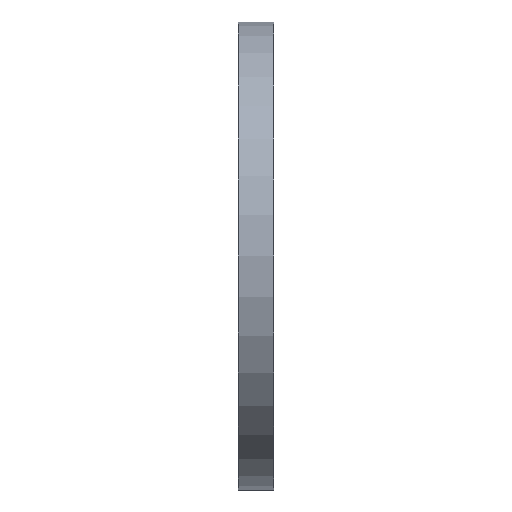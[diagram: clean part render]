
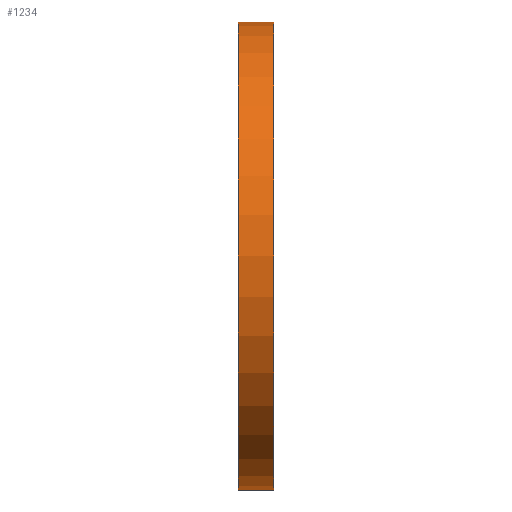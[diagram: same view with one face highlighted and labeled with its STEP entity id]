
A CAD part, front view. The second image highlights one B-rep face of the part: STEP entity #1234.
In plain terms, the highlighted cylindrical face has radius 419.1 mm (diameter 838.2 mm), a partial arc.
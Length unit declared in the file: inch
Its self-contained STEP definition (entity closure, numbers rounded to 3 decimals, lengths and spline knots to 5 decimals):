
#86 = EDGE_LOOP ( 'NONE', ( #1038, #1394, #447, #1152 ) ) ;
#119 = LINE ( 'NONE', #249, #945 ) ;
#127 = CYLINDRICAL_SURFACE ( 'NONE', #1297, 16.5 ) ;
#132 = DIRECTION ( 'NONE',  ( 0., 0., 1. ) ) ;
#249 = CARTESIAN_POINT ( 'NONE',  ( 0., 0., -16.5 ) ) ;
#288 = EDGE_CURVE ( 'NONE', #1063, #323, #1102, .T. ) ;
#321 = AXIS2_PLACEMENT_3D ( 'NONE', #1532, #1408, #132 ) ;
#323 = VERTEX_POINT ( 'NONE', #1196 ) ;
#327 = DIRECTION ( 'NONE',  ( -1., 0., 0. ) ) ;
#366 = DIRECTION ( 'NONE',  ( -1., 0., 0. ) ) ;
#405 = EDGE_CURVE ( 'NONE', #692, #1063, #630, .T. ) ;
#421 = VERTEX_POINT ( 'NONE', #1340 ) ;
#447 = ORIENTED_EDGE ( 'NONE', *, *, #288, .T. ) ;
#570 = CARTESIAN_POINT ( 'NONE',  ( 2.5625, 0., -16.5 ) ) ;
#630 = CIRCLE ( 'NONE', #1170, 16.5 ) ;
#692 = VERTEX_POINT ( 'NONE', #570 ) ;
#892 = FACE_OUTER_BOUND ( 'NONE', #86, .T. ) ;
#945 = VECTOR ( 'NONE', #1506, 39.37008 ) ;
#977 = CIRCLE ( 'NONE', #321, 16.5 ) ;
#1014 = CARTESIAN_POINT ( 'NONE',  ( 0., 0., 0. ) ) ;
#1038 = ORIENTED_EDGE ( 'NONE', *, *, #1267, .F. ) ;
#1059 = CARTESIAN_POINT ( 'NONE',  ( 2.5625, 0., 0. ) ) ;
#1063 = VERTEX_POINT ( 'NONE', #1587 ) ;
#1074 = EDGE_CURVE ( 'NONE', #421, #323, #977, .T. ) ;
#1088 = DIRECTION ( 'NONE',  ( 0., 0., 1. ) ) ;
#1102 = LINE ( 'NONE', #1482, #1460 ) ;
#1152 = ORIENTED_EDGE ( 'NONE', *, *, #1074, .F. ) ;
#1170 = AXIS2_PLACEMENT_3D ( 'NONE', #1059, #1459, #1088 ) ;
#1196 = CARTESIAN_POINT ( 'NONE',  ( 0.0625, 0., 16.5 ) ) ;
#1234 = ADVANCED_FACE ( 'NONE', ( #892 ), #127, .T. ) ;
#1267 = EDGE_CURVE ( 'NONE', #692, #421, #119, .T. ) ;
#1297 = AXIS2_PLACEMENT_3D ( 'NONE', #1014, #366, #1404 ) ;
#1340 = CARTESIAN_POINT ( 'NONE',  ( 0.0625, 0., -16.5 ) ) ;
#1394 = ORIENTED_EDGE ( 'NONE', *, *, #405, .T. ) ;
#1404 = DIRECTION ( 'NONE',  ( 0., 0., 1. ) ) ;
#1408 = DIRECTION ( 'NONE',  ( -1., 0., 0. ) ) ;
#1459 = DIRECTION ( 'NONE',  ( -1., 0., 0. ) ) ;
#1460 = VECTOR ( 'NONE', #327, 39.37008 ) ;
#1482 = CARTESIAN_POINT ( 'NONE',  ( 0., 0., 16.5 ) ) ;
#1506 = DIRECTION ( 'NONE',  ( -1., 0., 0. ) ) ;
#1532 = CARTESIAN_POINT ( 'NONE',  ( 0.0625, 0., 0. ) ) ;
#1587 = CARTESIAN_POINT ( 'NONE',  ( 2.5625, 0., 16.5 ) ) ;
